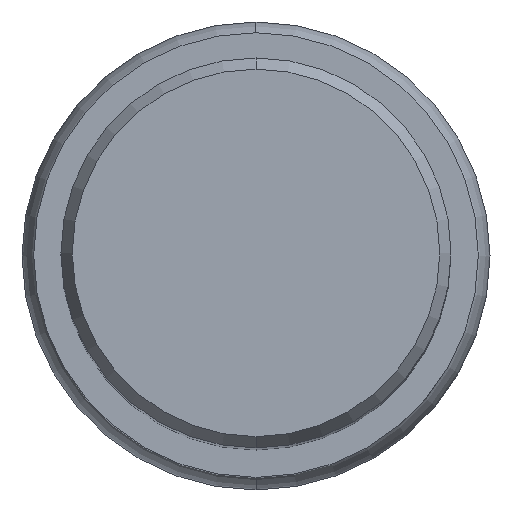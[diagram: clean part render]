
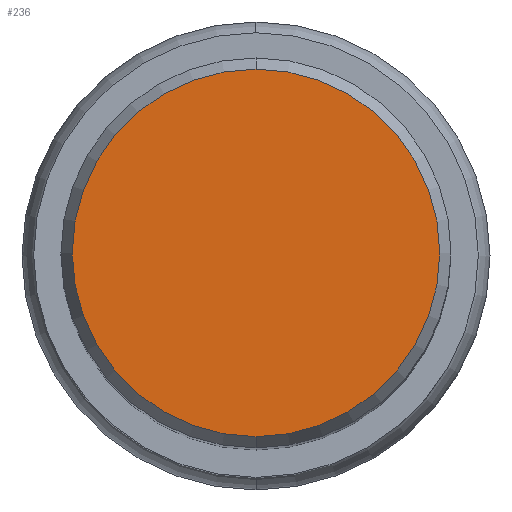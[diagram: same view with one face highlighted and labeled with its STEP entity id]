
A CAD part, top view. The second image highlights one B-rep face of the part: STEP entity #236.
In plain terms, the highlighted planar face has unit normal (0, 0, 1).
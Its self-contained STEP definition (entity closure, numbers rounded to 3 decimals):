
#146=EDGE_CURVE('',#178,#222,#310,.T.);
#178=VERTEX_POINT('',#342);
#196=EDGE_CURVE('',#222,#178,#363,.T.);
#222=VERTEX_POINT('',#393);
#236=ADVANCED_FACE('',(#409),#410,.T.);
#310=CIRCLE('',#490,14.958);
#342=CARTESIAN_POINT('',(0.,-14.958,0.0));
#363=CIRCLE('',#557,14.958);
#393=CARTESIAN_POINT('',(0.0,14.958,0.0));
#409=FACE_OUTER_BOUND('',#612,.T.);
#410=PLANE('',#613);
#490=AXIS2_PLACEMENT_3D('',#694,#695,#696);
#557=AXIS2_PLACEMENT_3D('',#755,#756,#757);
#612=EDGE_LOOP('',(#823,#824));
#613=AXIS2_PLACEMENT_3D('',#825,#826,#827);
#694=CARTESIAN_POINT('',(0.0,0.0,0.0));
#695=DIRECTION('',(0.0,0.0,-1.0));
#696=DIRECTION('',(0.0,1.0,0.0));
#755=CARTESIAN_POINT('',(0.0,0.0,0.0));
#756=DIRECTION('',(0.0,0.0,-1.0));
#757=DIRECTION('',(0.0,1.0,0.0));
#823=ORIENTED_EDGE('',*,*,#196,.F.);
#824=ORIENTED_EDGE('',*,*,#146,.F.);
#825=CARTESIAN_POINT('',(0.0,7.479,0.0));
#826=DIRECTION('',(-0.0,0.0,1.0));
#827=DIRECTION('',(0.0,-1.0,0.0));
